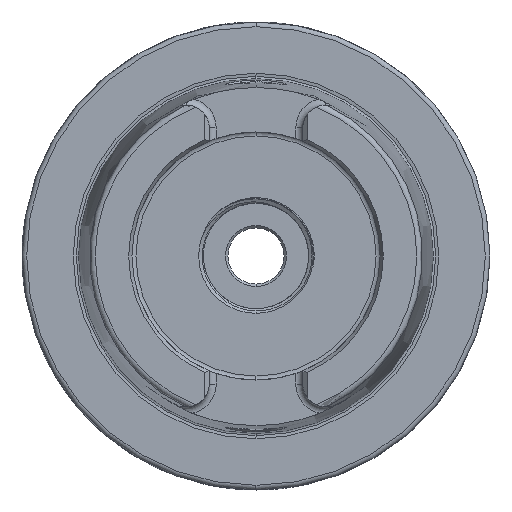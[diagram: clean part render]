
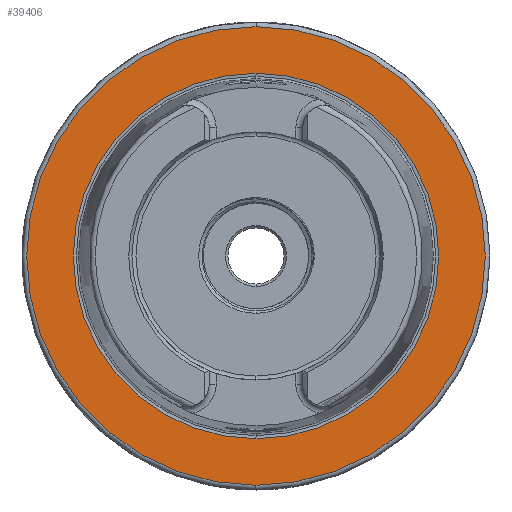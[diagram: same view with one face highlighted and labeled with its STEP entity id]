
A CAD part, left-side view. The second image highlights one B-rep face of the part: STEP entity #39406.
In plain terms, the highlighted planar face has unit normal (-1, 0, 0).
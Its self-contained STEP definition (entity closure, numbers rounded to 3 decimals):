
#1208 = VERTEX_POINT ( 'NONE', #2322 ) ;
#1304 = VERTEX_POINT ( 'NONE', #2352 ) ;
#1321 = VERTEX_POINT ( 'NONE', #2358 ) ;
#1334 = VERTEX_POINT ( 'NONE', #2363 ) ;
#1442 = AXIS2_PLACEMENT_3D ( 'NONE', #21654, #21655, #21656 ) ;
#1459 = AXIS2_PLACEMENT_3D ( 'NONE', #21611, #21612, #21613 ) ;
#1731 = EDGE_LOOP ( 'NONE', ( #10472, #10465 ) ) ;
#1770 = EDGE_LOOP ( 'NONE', ( #10459, #10463 ) ) ;
#2322 = CARTESIAN_POINT ( 'NONE',  ( 0., 0., -49. ) ) ;
#2352 = CARTESIAN_POINT ( 'NONE',  ( 0., 0., -39.054 ) ) ;
#2358 = CARTESIAN_POINT ( 'NONE',  ( 0., 0., 39.054 ) ) ;
#2363 = CARTESIAN_POINT ( 'NONE',  ( 0., 0., 49. ) ) ;
#10459 = ORIENTED_EDGE ( 'NONE', *, *, #30911, .T. ) ;
#10463 = ORIENTED_EDGE ( 'NONE', *, *, #43396, .T. ) ;
#10465 = ORIENTED_EDGE ( 'NONE', *, *, #43395, .T. ) ;
#10472 = ORIENTED_EDGE ( 'NONE', *, *, #30932, .T. ) ;
#21611 = CARTESIAN_POINT ( 'NONE',  ( 0., 0., 0. ) ) ;
#21612 = DIRECTION ( 'NONE',  ( 1., 0., 0. ) ) ;
#21613 = DIRECTION ( 'NONE',  ( 0., 0., -1. ) ) ;
#21654 = CARTESIAN_POINT ( 'NONE',  ( 0., 0., 0. ) ) ;
#21655 = DIRECTION ( 'NONE',  ( -1., 0., 0. ) ) ;
#21656 = DIRECTION ( 'NONE',  ( 0., 0., 1. ) ) ;
#24677 = FACE_OUTER_BOUND ( 'NONE', #1731, .T. ) ;
#24680 = FACE_BOUND ( 'NONE', #1770, .T. ) ;
#24682 = AXIS2_PLACEMENT_3D ( 'NONE', #32202, #32203, #32204 ) ;
#24826 = AXIS2_PLACEMENT_3D ( 'NONE', #33567, #33568, #33569 ) ;
#24829 = AXIS2_PLACEMENT_3D ( 'NONE', #33570, #33571, #33572 ) ;
#30911 = EDGE_CURVE ( 'NONE', #1321, #1304, #36966, .T. ) ;
#30932 = EDGE_CURVE ( 'NONE', #1334, #1208, #36970, .T. ) ;
#32201 = PLANE ( 'NONE',  #24682 ) ;
#32202 = CARTESIAN_POINT ( 'NONE',  ( 0., 39.054, 0. ) ) ;
#32203 = DIRECTION ( 'NONE',  ( -1., 0., 0. ) ) ;
#32204 = DIRECTION ( 'NONE',  ( 0., 0., 1. ) ) ;
#33567 = CARTESIAN_POINT ( 'NONE',  ( 0., 0., 0. ) ) ;
#33568 = DIRECTION ( 'NONE',  ( -1., 0., 0. ) ) ;
#33569 = DIRECTION ( 'NONE',  ( 0., 0., 1. ) ) ;
#33570 = CARTESIAN_POINT ( 'NONE',  ( 0., 0., 0. ) ) ;
#33571 = DIRECTION ( 'NONE',  ( 1., 0., 0. ) ) ;
#33572 = DIRECTION ( 'NONE',  ( 0., 0., -1. ) ) ;
#36966 = CIRCLE ( 'NONE', #1459, 39.054 ) ;
#36970 = CIRCLE ( 'NONE', #1442, 49. ) ;
#39406 = ADVANCED_FACE ( 'NONE', ( #24677, #24680 ), #32201, .T. ) ;
#43395 = EDGE_CURVE ( 'NONE', #1208, #1334, #43678, .T. ) ;
#43396 = EDGE_CURVE ( 'NONE', #1304, #1321, #43679, .T. ) ;
#43678 = CIRCLE ( 'NONE', #24826, 49. ) ;
#43679 = CIRCLE ( 'NONE', #24829, 39.054 ) ;
